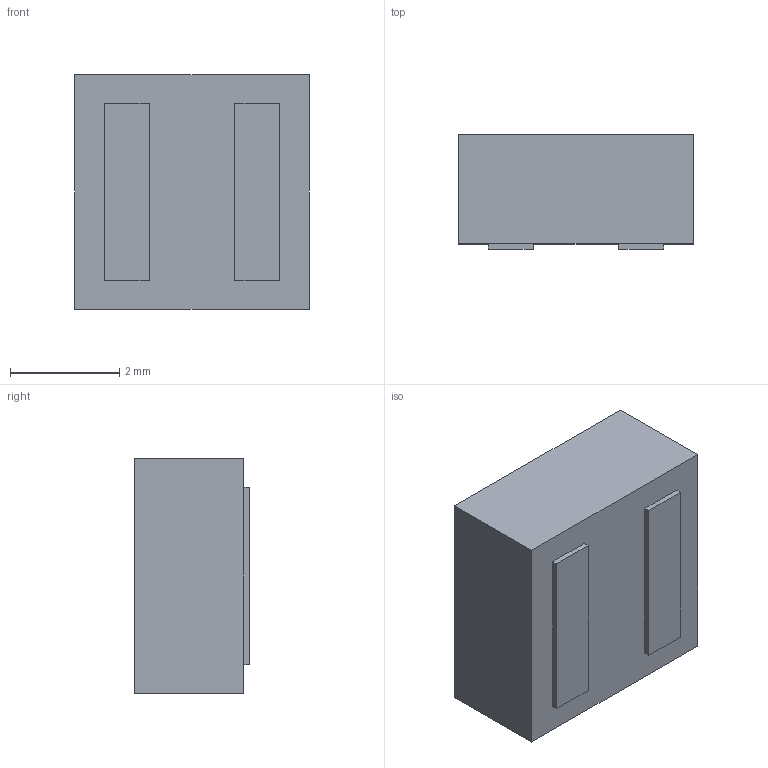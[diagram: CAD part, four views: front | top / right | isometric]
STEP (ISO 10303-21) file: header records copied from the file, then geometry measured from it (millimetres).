
FILE_DESCRIPTION (( 'STEP AP214' ), '1' );
FILE_NAME ('Coilcraft-XEL4020.STEP', '2017-06-09T11:00:45', ( 'Windows User' ), ( '' ), 'SwSTEP 2.0', 'SolidWorks 2017', '' );
FILE_SCHEMA (( 'AUTOMOTIVE_DESIGN' ));
Length unit declared in the file: millimetre
Products named in the file (1): Coilcraft-XEL4020
Bounding box: 4.3 x 2.1 x 4.3 mm (x, y, z)
Volume: 37.5 mm3; surface area: 73 mm2
Topology: 1 solids, 1 shells, 66 faces, 150 edges, 93 vertices
Faces by surface type: plane 39, bspline 27
Entity records: 2662 total; most frequent: CARTESIAN_POINT 1165, ORIENTED_EDGE 300, DIRECTION 176, EDGE_CURVE 150, VECTOR 96, LINE 96, VERTEX_POINT 93, EDGE_LOOP 73
